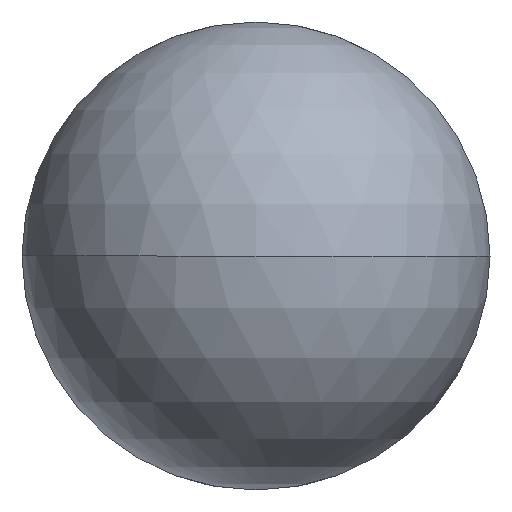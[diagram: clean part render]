
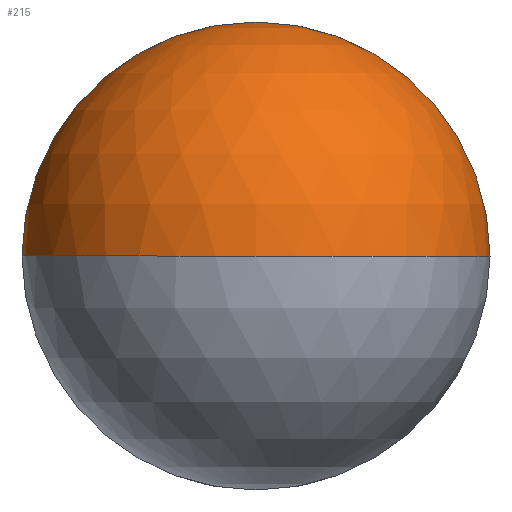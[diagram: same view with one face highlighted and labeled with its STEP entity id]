
A CAD part, front view. The second image highlights one B-rep face of the part: STEP entity #215.
In plain terms, the highlighted spherical face has radius 2.381 mm.
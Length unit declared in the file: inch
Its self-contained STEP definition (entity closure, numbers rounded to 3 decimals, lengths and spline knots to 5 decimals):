
#1 = DIRECTION ( 'NONE',  ( 0., 0., -1. ) ) ;
#22 = ORIENTED_EDGE ( 'NONE', *, *, #347, .T. ) ;
#24 = EDGE_LOOP ( 'NONE', ( #324, #276, #258, #22 ) ) ;
#28 = AXIS2_PLACEMENT_3D ( 'NONE', #64, #149, #354 ) ;
#34 = EDGE_CURVE ( 'NONE', #325, #132, #137, .T. ) ;
#43 = CARTESIAN_POINT ( 'NONE',  ( 0., 0.09375, 0. ) ) ;
#45 = DIRECTION ( 'NONE',  ( 0., 0., -1. ) ) ;
#64 = CARTESIAN_POINT ( 'NONE',  ( 0., 0.09375, 0. ) ) ;
#80 = DIRECTION ( 'NONE',  ( 0., 0., 1. ) ) ;
#97 = VERTEX_POINT ( 'NONE', #140 ) ;
#115 = AXIS2_PLACEMENT_3D ( 'NONE', #339, #206, #316 ) ;
#132 = VERTEX_POINT ( 'NONE', #353 ) ;
#133 = CARTESIAN_POINT ( 'NONE',  ( 0., 0.09375, 0. ) ) ;
#137 = CIRCLE ( 'NONE', #115, 0.09375 ) ;
#138 = AXIS2_PLACEMENT_3D ( 'NONE', #133, #80, #177 ) ;
#140 = CARTESIAN_POINT ( 'NONE',  ( 0., 0., 0. ) ) ;
#149 = DIRECTION ( 'NONE',  ( 0., 0., 1. ) ) ;
#177 = DIRECTION ( 'NONE',  ( 1., 0., 0. ) ) ;
#178 = EDGE_CURVE ( 'NONE', #132, #97, #180, .T. ) ;
#180 = CIRCLE ( 'NONE', #138, 0.09375 ) ;
#193 = AXIS2_PLACEMENT_3D ( 'NONE', #43, #45, #269 ) ;
#206 = DIRECTION ( 'NONE',  ( 0., -1., 0. ) ) ;
#215 = ADVANCED_FACE ( 'NONE', ( #340 ), #315, .T. ) ;
#218 = CIRCLE ( 'NONE', #243, 0.09375 ) ;
#220 = CARTESIAN_POINT ( 'NONE',  ( 0., 0.09375, 0.09375 ) ) ;
#243 = AXIS2_PLACEMENT_3D ( 'NONE', #363, #336, #1 ) ;
#258 = ORIENTED_EDGE ( 'NONE', *, *, #307, .F. ) ;
#269 = DIRECTION ( 'NONE',  ( -1., 0., 0. ) ) ;
#276 = ORIENTED_EDGE ( 'NONE', *, *, #178, .T. ) ;
#306 = CIRCLE ( 'NONE', #193, 0.09375 ) ;
#307 = EDGE_CURVE ( 'NONE', #348, #97, #306, .T. ) ;
#315 = SPHERICAL_SURFACE ( 'NONE', #28, 0.09375 ) ;
#316 = DIRECTION ( 'NONE',  ( 0., 0., -1. ) ) ;
#324 = ORIENTED_EDGE ( 'NONE', *, *, #34, .T. ) ;
#325 = VERTEX_POINT ( 'NONE', #220 ) ;
#336 = DIRECTION ( 'NONE',  ( 0., -1., 0. ) ) ;
#339 = CARTESIAN_POINT ( 'NONE',  ( 0., 0.09375, 0. ) ) ;
#340 = FACE_OUTER_BOUND ( 'NONE', #24, .T. ) ;
#343 = CARTESIAN_POINT ( 'NONE',  ( 0.09375, 0.09375, 0. ) ) ;
#347 = EDGE_CURVE ( 'NONE', #348, #325, #218, .T. ) ;
#348 = VERTEX_POINT ( 'NONE', #343 ) ;
#353 = CARTESIAN_POINT ( 'NONE',  ( -0.09375, 0.09375, 0. ) ) ;
#354 = DIRECTION ( 'NONE',  ( 1., 0., 0. ) ) ;
#363 = CARTESIAN_POINT ( 'NONE',  ( 0., 0.09375, 0. ) ) ;
